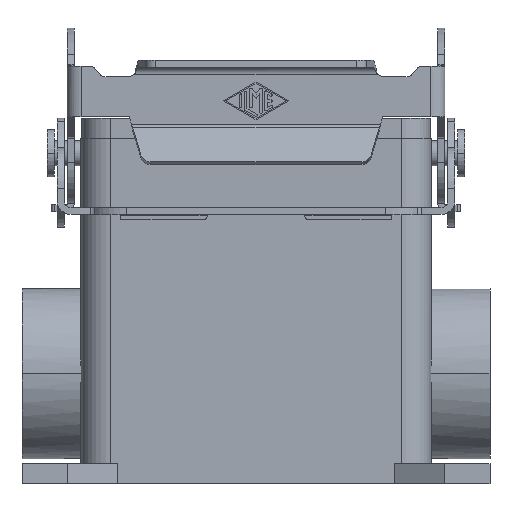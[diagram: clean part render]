
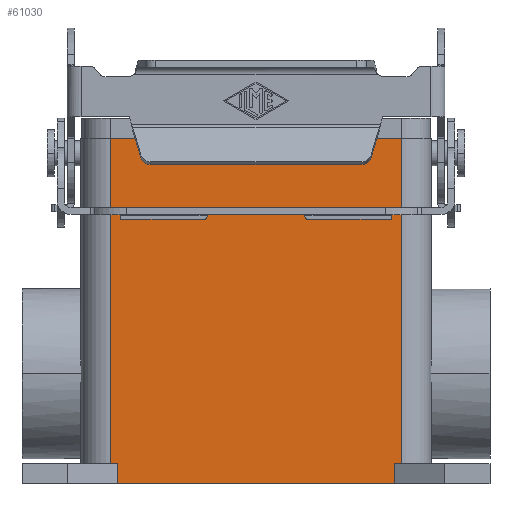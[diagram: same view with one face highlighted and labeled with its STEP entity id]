
A CAD part, front view. The second image highlights one B-rep face of the part: STEP entity #61030.
In plain terms, the highlighted planar face has unit normal (0, -1, 0).
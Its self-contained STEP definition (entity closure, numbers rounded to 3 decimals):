
#22860=CARTESIAN_POINT('',(-29.,-22.25,3.));
#22870=VERTEX_POINT('',#22860);
#22900=CARTESIAN_POINT('',(-29.,-22.25,-62.));
#22910=DIRECTION('',(0.,0.,1.));
#22920=VECTOR('',#22910,65.);
#22930=LINE('',#22900,#22920);
#22940=CARTESIAN_POINT('',(-29.,-22.25,-62.));
#22950=VERTEX_POINT('',#22940);
#22960=EDGE_CURVE('',#22950,#22870,#22930,.T.);
#28080=CARTESIAN_POINT('',(29.,-22.25,-62.));
#28090=VERTEX_POINT('',#28080);
#28120=CARTESIAN_POINT('',(29.,-22.25,-62.));
#28130=DIRECTION('',(0.,0.,1.));
#28140=VECTOR('',#28130,65.);
#28150=LINE('',#28120,#28140);
#28160=CARTESIAN_POINT('',(29.,-22.25,3.));
#28170=VERTEX_POINT('',#28160);
#28180=EDGE_CURVE('',#28090,#28170,#28150,.T.);
#56230=CARTESIAN_POINT('',(29.,-22.25,3.));
#56240=DIRECTION('',(-1.,0.,0.));
#56250=VECTOR('',#56240,58.);
#56260=LINE('',#56230,#56250);
#56270=EDGE_CURVE('',#28170,#22870,#56260,.T.);
#56590=CARTESIAN_POINT('',(-27.75,-22.25,-62.));
#56600=DIRECTION('',(-1.,0.,0.));
#56610=VECTOR('',#56600,1.25);
#56620=LINE('',#56590,#56610);
#56630=CARTESIAN_POINT('',(-27.75,-22.25,-62.));
#56640=VERTEX_POINT('',#56630);
#56650=EDGE_CURVE('',#56640,#22950,#56620,.T.);
#57690=CARTESIAN_POINT('',(27.75,-22.25,-62.));
#57700=VERTEX_POINT('',#57690);
#57730=CARTESIAN_POINT('',(29.,-22.25,-62.));
#57740=DIRECTION('',(-1.,0.,0.));
#57750=VECTOR('',#57740,1.25);
#57760=LINE('',#57730,#57750);
#57770=EDGE_CURVE('',#28090,#57700,#57760,.T.);
#60620=CARTESIAN_POINT('',(27.75,-22.25,-66.));
#60630=VERTEX_POINT('',#60620);
#60660=CARTESIAN_POINT('',(27.75,-22.25,-66.));
#60670=DIRECTION('',(0.,0.,1.));
#60680=VECTOR('',#60670,4.);
#60690=LINE('',#60660,#60680);
#60700=EDGE_CURVE('',#60630,#57700,#60690,.T.);
#60760=CARTESIAN_POINT('',(27.75,-22.25,-66.));
#60770=DIRECTION('',(0.,-1.,0.));
#60780=DIRECTION('',(0.,0.,-1.));
#60790=AXIS2_PLACEMENT_3D('',#60760,#60770,#60780);
#60800=PLANE('',#60790);
#60810=ORIENTED_EDGE('',*,*,#56650,.F.);
#60820=ORIENTED_EDGE('',*,*,#22960,.F.);
#60830=ORIENTED_EDGE('',*,*,#56270,.T.);
#60840=ORIENTED_EDGE('',*,*,#28180,.T.);
#60850=ORIENTED_EDGE('',*,*,#57770,.F.);
#60860=ORIENTED_EDGE('',*,*,#60700,.T.);
#60870=CARTESIAN_POINT('',(27.75,-22.25,-66.));
#60880=DIRECTION('',(-1.,0.,0.));
#60890=VECTOR('',#60880,55.5);
#60900=LINE('',#60870,#60890);
#60910=CARTESIAN_POINT('',(-27.75,-22.25,-66.));
#60920=VERTEX_POINT('',#60910);
#60930=EDGE_CURVE('',#60630,#60920,#60900,.T.);
#60940=ORIENTED_EDGE('',*,*,#60930,.F.);
#60950=CARTESIAN_POINT('',(-27.75,-22.25,-66.));
#60960=DIRECTION('',(0.,0.,1.));
#60970=VECTOR('',#60960,4.);
#60980=LINE('',#60950,#60970);
#60990=EDGE_CURVE('',#60920,#56640,#60980,.T.);
#61000=ORIENTED_EDGE('',*,*,#60990,.F.);
#61010=EDGE_LOOP('',(#61000,#60940,#60860,#60850,#60840,#60830,#60820,
#60810));
#61020=FACE_OUTER_BOUND('',#61010,.T.);
#61030=ADVANCED_FACE('',(#61020),#60800,.T.);
